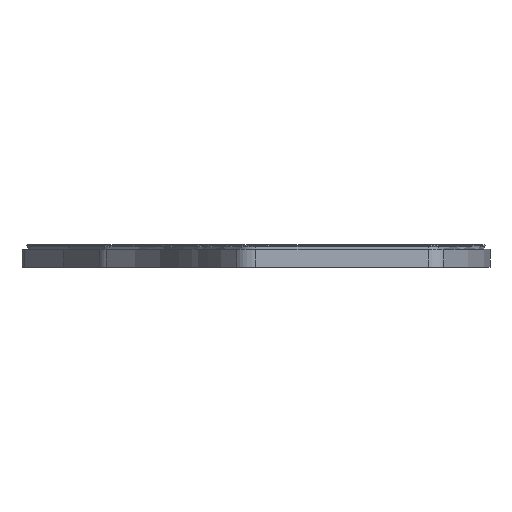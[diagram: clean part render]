
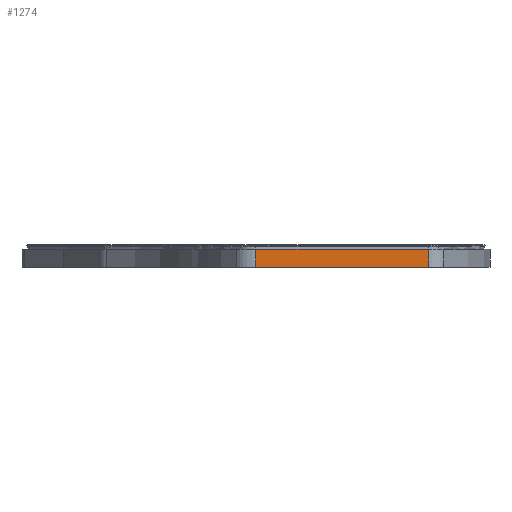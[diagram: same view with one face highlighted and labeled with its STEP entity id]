
A CAD part, front view. The second image highlights one B-rep face of the part: STEP entity #1274.
In plain terms, the highlighted planar face has unit normal (0, -1, 0).
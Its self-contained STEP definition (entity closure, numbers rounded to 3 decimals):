
#92 = VERTEX_POINT('',#93);
#93 = CARTESIAN_POINT('',(39.656,-52.184,-3.));
#100 = EDGE_CURVE('',#92,#101,#103,.T.);
#101 = VERTEX_POINT('',#102);
#102 = CARTESIAN_POINT('',(-4.573,-52.184,-3.));
#103 = LINE('',#104,#105);
#104 = CARTESIAN_POINT('',(39.656,-52.184,-3.));
#105 = VECTOR('',#106,1.);
#106 = DIRECTION('',(-1.,0.,0.));
#378 = VERTEX_POINT('',#379);
#379 = CARTESIAN_POINT('',(39.656,-52.184,1.6));
#386 = EDGE_CURVE('',#378,#387,#389,.T.);
#387 = VERTEX_POINT('',#388);
#388 = CARTESIAN_POINT('',(-4.573,-52.184,1.6));
#389 = LINE('',#390,#391);
#390 = CARTESIAN_POINT('',(39.656,-52.184,1.6));
#391 = VECTOR('',#392,1.);
#392 = DIRECTION('',(-1.,0.,0.));
#1246 = EDGE_CURVE('',#92,#378,#1247,.T.);
#1247 = LINE('',#1248,#1249);
#1248 = CARTESIAN_POINT('',(39.656,-52.184,-3.));
#1249 = VECTOR('',#1250,1.);
#1250 = DIRECTION('',(0.,0.,1.));
#1274 = ADVANCED_FACE('',(#1275),#1286,.F.);
#1275 = FACE_BOUND('',#1276,.T.);
#1276 = EDGE_LOOP('',(#1277,#1278,#1279,#1285));
#1277 = ORIENTED_EDGE('',*,*,#1246,.T.);
#1278 = ORIENTED_EDGE('',*,*,#386,.T.);
#1279 = ORIENTED_EDGE('',*,*,#1280,.F.);
#1280 = EDGE_CURVE('',#101,#387,#1281,.T.);
#1281 = LINE('',#1282,#1283);
#1282 = CARTESIAN_POINT('',(-4.573,-52.184,-3.));
#1283 = VECTOR('',#1284,1.);
#1284 = DIRECTION('',(0.,0.,1.));
#1285 = ORIENTED_EDGE('',*,*,#100,.F.);
#1286 = PLANE('',#1287);
#1287 = AXIS2_PLACEMENT_3D('',#1288,#1289,#1290);
#1288 = CARTESIAN_POINT('',(39.656,-52.184,-3.));
#1289 = DIRECTION('',(0.,1.,0.));
#1290 = DIRECTION('',(1.,0.,0.));
